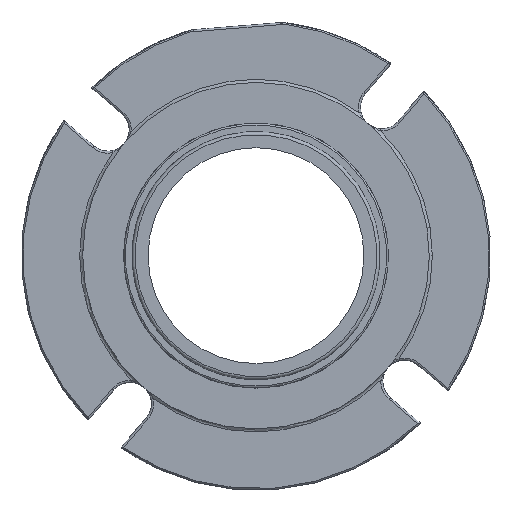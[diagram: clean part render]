
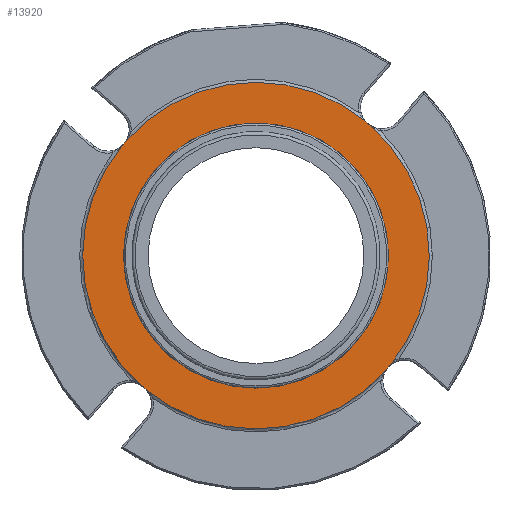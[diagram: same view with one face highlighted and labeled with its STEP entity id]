
A CAD part, left-side view. The second image highlights one B-rep face of the part: STEP entity #13920.
In plain terms, the highlighted planar face has unit normal (-1, 0, 0).
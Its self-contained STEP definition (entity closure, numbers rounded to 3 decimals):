
#1298=PLANE('',#14761);
#1889=CIRCLE('',#14746,10.35);
#1890=CIRCLE('',#14748,84.277);
#1891=CIRCLE('',#14750,10.35);
#1892=CIRCLE('',#14752,84.277);
#1893=CIRCLE('',#14754,10.35);
#1894=CIRCLE('',#14756,84.277);
#1895=CIRCLE('',#14758,10.35);
#1896=CIRCLE('',#14760,84.277);
#1897=CIRCLE('',#14762,64.453);
#3990=ORIENTED_EDGE('',*,*,#6084,.F.);
#3991=ORIENTED_EDGE('',*,*,#6083,.F.);
#3992=ORIENTED_EDGE('',*,*,#6081,.F.);
#3993=ORIENTED_EDGE('',*,*,#6079,.T.);
#3994=ORIENTED_EDGE('',*,*,#6077,.F.);
#3995=ORIENTED_EDGE('',*,*,#6075,.F.);
#3996=ORIENTED_EDGE('',*,*,#6073,.F.);
#3997=ORIENTED_EDGE('',*,*,#6071,.T.);
#3998=ORIENTED_EDGE('',*,*,#6069,.F.);
#3999=ORIENTED_EDGE('',*,*,#6067,.F.);
#4000=ORIENTED_EDGE('',*,*,#6065,.F.);
#4001=ORIENTED_EDGE('',*,*,#6063,.T.);
#4002=ORIENTED_EDGE('',*,*,#6061,.F.);
#4003=ORIENTED_EDGE('',*,*,#6059,.F.);
#4004=ORIENTED_EDGE('',*,*,#6057,.F.);
#4005=ORIENTED_EDGE('',*,*,#6055,.T.);
#4006=ORIENTED_EDGE('',*,*,#6053,.F.);
#6053=EDGE_CURVE('',#7185,#7186,#7803,.T.);
#6055=EDGE_CURVE('',#7187,#7186,#1889,.F.);
#6057=EDGE_CURVE('',#7187,#7188,#7806,.T.);
#6059=EDGE_CURVE('',#7188,#7189,#1890,.T.);
#6061=EDGE_CURVE('',#7189,#7190,#7809,.T.);
#6063=EDGE_CURVE('',#7191,#7190,#1891,.F.);
#6065=EDGE_CURVE('',#7191,#7192,#7812,.T.);
#6067=EDGE_CURVE('',#7192,#7193,#1892,.T.);
#6069=EDGE_CURVE('',#7193,#7194,#7815,.T.);
#6071=EDGE_CURVE('',#7195,#7194,#1893,.F.);
#6073=EDGE_CURVE('',#7195,#7196,#7818,.T.);
#6075=EDGE_CURVE('',#7196,#7197,#1894,.T.);
#6077=EDGE_CURVE('',#7197,#7198,#7821,.T.);
#6079=EDGE_CURVE('',#7199,#7198,#1895,.F.);
#6081=EDGE_CURVE('',#7199,#7200,#7824,.T.);
#6083=EDGE_CURVE('',#7200,#7185,#1896,.T.);
#6084=EDGE_CURVE('',#7201,#7201,#1897,.T.);
#7185=VERTEX_POINT('',#23233);
#7186=VERTEX_POINT('',#23238);
#7187=VERTEX_POINT('',#23249);
#7188=VERTEX_POINT('',#23289);
#7189=VERTEX_POINT('',#23298);
#7190=VERTEX_POINT('',#23336);
#7191=VERTEX_POINT('',#23347);
#7192=VERTEX_POINT('',#23387);
#7193=VERTEX_POINT('',#23396);
#7194=VERTEX_POINT('',#23434);
#7195=VERTEX_POINT('',#23445);
#7196=VERTEX_POINT('',#23485);
#7197=VERTEX_POINT('',#23494);
#7198=VERTEX_POINT('',#23532);
#7199=VERTEX_POINT('',#23543);
#7200=VERTEX_POINT('',#23583);
#7201=VERTEX_POINT('',#23594);
#7803=B_SPLINE_CURVE_WITH_KNOTS('',3,(#23234,#23235,#23236,#23237),
 .UNSPECIFIED.,.F.,.F.,(4,4),(0.,0.),.UNSPECIFIED.);
#7806=B_SPLINE_CURVE_WITH_KNOTS('',3,(#23285,#23286,#23287,#23288),
 .UNSPECIFIED.,.F.,.F.,(4,4),(0.,0.),
 .UNSPECIFIED.);
#7809=B_SPLINE_CURVE_WITH_KNOTS('',3,(#23332,#23333,#23334,#23335),
 .UNSPECIFIED.,.F.,.F.,(4,4),(0.,0.),.UNSPECIFIED.);
#7812=B_SPLINE_CURVE_WITH_KNOTS('',3,(#23383,#23384,#23385,#23386),
 .UNSPECIFIED.,.F.,.F.,(4,4),(0.,0.),.UNSPECIFIED.);
#7815=B_SPLINE_CURVE_WITH_KNOTS('',3,(#23430,#23431,#23432,#23433),
 .UNSPECIFIED.,.F.,.F.,(4,4),(0.,0.),.UNSPECIFIED.);
#7818=B_SPLINE_CURVE_WITH_KNOTS('',3,(#23481,#23482,#23483,#23484),
 .UNSPECIFIED.,.F.,.F.,(4,4),(0.,0.),.UNSPECIFIED.);
#7821=B_SPLINE_CURVE_WITH_KNOTS('',3,(#23528,#23529,#23530,#23531),
 .UNSPECIFIED.,.F.,.F.,(4,4),(0.,0.),.UNSPECIFIED.);
#7824=B_SPLINE_CURVE_WITH_KNOTS('',3,(#23579,#23580,#23581,#23582),
 .UNSPECIFIED.,.F.,.F.,(4,4),(0.,0.),
 .UNSPECIFIED.);
#8395=EDGE_LOOP('',(#3990));
#8396=EDGE_LOOP('',(#3991,#3992,#3993,#3994,#3995,#3996,#3997,#3998,#3999,
#4000,#4001,#4002,#4003,#4004,#4005,#4006));
#9085=FACE_BOUND('',#8395,.T.);
#9086=FACE_BOUND('',#8396,.T.);
#13920=ADVANCED_FACE('',(#9085,#9086),#1298,.T.);
#14746=AXIS2_PLACEMENT_3D('',#23248,#16765,#16766);
#14748=AXIS2_PLACEMENT_3D('',#23297,#16769,#16770);
#14750=AXIS2_PLACEMENT_3D('',#23346,#16773,#16774);
#14752=AXIS2_PLACEMENT_3D('',#23395,#16777,#16778);
#14754=AXIS2_PLACEMENT_3D('',#23444,#16781,#16782);
#14756=AXIS2_PLACEMENT_3D('',#23493,#16785,#16786);
#14758=AXIS2_PLACEMENT_3D('',#23542,#16789,#16790);
#14760=AXIS2_PLACEMENT_3D('',#23591,#16793,#16794);
#14761=AXIS2_PLACEMENT_3D('',#23592,#16795,#16796);
#14762=AXIS2_PLACEMENT_3D('',#23593,#16797,#16798);
#16765=DIRECTION('',(-1.,0.,0.));
#16766=DIRECTION('',(0.,0.081,0.997));
#16769=DIRECTION('',(1.,0.,0.));
#16770=DIRECTION('',(0.,-0.081,-0.997));
#16773=DIRECTION('',(-1.,0.,0.));
#16774=DIRECTION('',(0.,0.081,0.997));
#16777=DIRECTION('',(1.,0.,0.));
#16778=DIRECTION('',(0.,-0.081,-0.997));
#16781=DIRECTION('',(-1.,0.,0.));
#16782=DIRECTION('',(0.,0.081,0.997));
#16785=DIRECTION('',(1.,0.,0.));
#16786=DIRECTION('',(0.,-0.081,-0.997));
#16789=DIRECTION('',(-1.,0.,0.));
#16790=DIRECTION('',(0.,0.081,0.997));
#16793=DIRECTION('',(1.,0.,0.));
#16794=DIRECTION('',(0.,-0.081,-0.997));
#16795=DIRECTION('',(-1.,0.,0.));
#16796=DIRECTION('',(0.,0.081,0.997));
#16797=DIRECTION('',(-1.,0.,0.));
#16798=DIRECTION('',(0.,-1.,0.));
#23233=CARTESIAN_POINT('',(-10.816,53.238,-65.332));
#23234=CARTESIAN_POINT('',(-10.816,53.238,-65.332));
#23235=CARTESIAN_POINT('',(-10.816,53.324,-65.262));
#23236=CARTESIAN_POINT('',(-10.816,53.405,-65.188));
#23237=CARTESIAN_POINT('',(-10.816,53.479,-65.106));
#23238=CARTESIAN_POINT('',(-10.816,53.479,-65.106));
#23248=CARTESIAN_POINT('',(-10.816,61.174,-72.028));
#23249=CARTESIAN_POINT('',(-10.816,55.589,-63.314));
#23285=CARTESIAN_POINT('',(-10.816,55.589,-63.314));
#23286=CARTESIAN_POINT('',(-10.816,55.682,-63.254));
#23287=CARTESIAN_POINT('',(-10.816,55.768,-63.186));
#23288=CARTESIAN_POINT('',(-10.816,55.851,-63.113));
#23289=CARTESIAN_POINT('',(-10.816,55.851,-63.113));
#23297=CARTESIAN_POINT('',(-10.816,0.,0.));
#23298=CARTESIAN_POINT('',(-10.816,65.332,53.238));
#23332=CARTESIAN_POINT('',(-10.816,65.332,53.238));
#23333=CARTESIAN_POINT('',(-10.816,65.262,53.324));
#23334=CARTESIAN_POINT('',(-10.816,65.188,53.405));
#23335=CARTESIAN_POINT('',(-10.816,65.106,53.479));
#23336=CARTESIAN_POINT('',(-10.816,65.106,53.479));
#23346=CARTESIAN_POINT('',(-10.816,72.028,61.174));
#23347=CARTESIAN_POINT('',(-10.816,63.314,55.589));
#23383=CARTESIAN_POINT('',(-10.816,63.314,55.589));
#23384=CARTESIAN_POINT('',(-10.816,63.254,55.682));
#23385=CARTESIAN_POINT('',(-10.816,63.186,55.768));
#23386=CARTESIAN_POINT('',(-10.816,63.113,55.851));
#23387=CARTESIAN_POINT('',(-10.816,63.113,55.851));
#23395=CARTESIAN_POINT('',(-10.816,0.,0.));
#23396=CARTESIAN_POINT('',(-10.816,-53.238,65.332));
#23430=CARTESIAN_POINT('',(-10.816,-53.238,65.332));
#23431=CARTESIAN_POINT('',(-10.816,-53.324,65.262));
#23432=CARTESIAN_POINT('',(-10.816,-53.405,65.188));
#23433=CARTESIAN_POINT('',(-10.816,-53.479,65.106));
#23434=CARTESIAN_POINT('',(-10.816,-53.479,65.106));
#23444=CARTESIAN_POINT('',(-10.816,-61.174,72.028));
#23445=CARTESIAN_POINT('',(-10.816,-55.589,63.314));
#23481=CARTESIAN_POINT('',(-10.816,-55.589,63.314));
#23482=CARTESIAN_POINT('',(-10.816,-55.682,63.254));
#23483=CARTESIAN_POINT('',(-10.816,-55.768,63.186));
#23484=CARTESIAN_POINT('',(-10.816,-55.851,63.113));
#23485=CARTESIAN_POINT('',(-10.816,-55.851,63.113));
#23493=CARTESIAN_POINT('',(-10.816,0.,0.));
#23494=CARTESIAN_POINT('',(-10.816,-65.332,-53.238));
#23528=CARTESIAN_POINT('',(-10.816,-65.332,-53.238));
#23529=CARTESIAN_POINT('',(-10.816,-65.262,-53.324));
#23530=CARTESIAN_POINT('',(-10.816,-65.188,-53.405));
#23531=CARTESIAN_POINT('',(-10.816,-65.106,-53.479));
#23532=CARTESIAN_POINT('',(-10.816,-65.106,-53.479));
#23542=CARTESIAN_POINT('',(-10.816,-72.028,-61.174));
#23543=CARTESIAN_POINT('',(-10.816,-63.314,-55.589));
#23579=CARTESIAN_POINT('',(-10.816,-63.314,-55.589));
#23580=CARTESIAN_POINT('',(-10.816,-63.254,-55.682));
#23581=CARTESIAN_POINT('',(-10.816,-63.186,-55.768));
#23582=CARTESIAN_POINT('',(-10.816,-63.113,-55.851));
#23583=CARTESIAN_POINT('',(-10.816,-63.113,-55.851));
#23591=CARTESIAN_POINT('',(-10.816,0.,0.));
#23592=CARTESIAN_POINT('',(-10.816,-6.845,-83.998));
#23593=CARTESIAN_POINT('',(-10.816,0.,0.));
#23594=CARTESIAN_POINT('',(-10.816,-64.453,0.));
